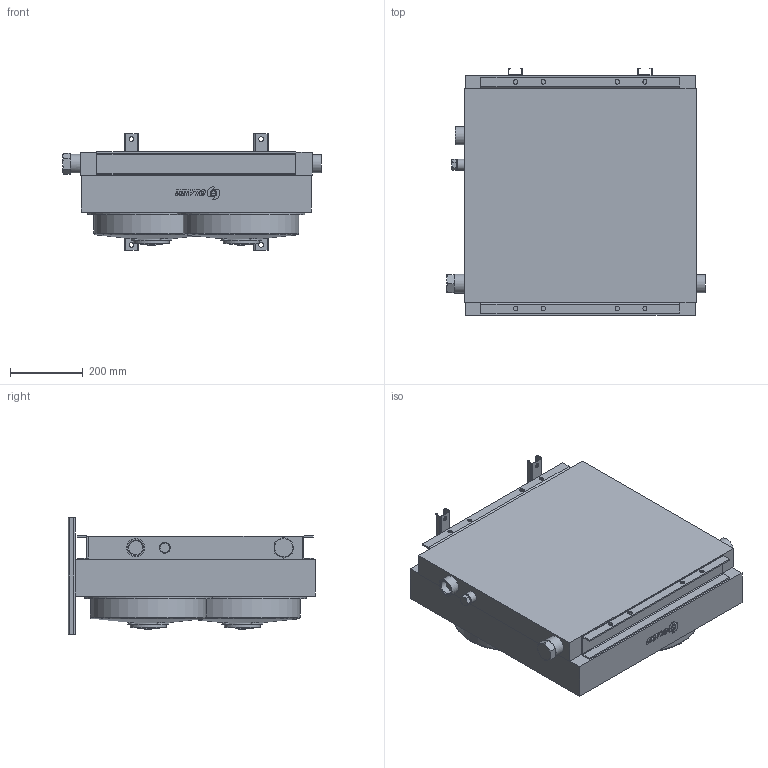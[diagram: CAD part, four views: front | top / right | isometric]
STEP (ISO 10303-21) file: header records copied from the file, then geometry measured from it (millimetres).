
FILE_DESCRIPTION( ( 'Unknown' ), '1' );
FILE_NAME( 'LDC-033-A.stp', 'Unknown', ( 'Unknown' ), ( 'Unknown' ), 'PSStep 14.0', 'Unknown', ' ' );
FILE_SCHEMA( ( 'AUTOMOTIVE_DESIGN { 1 0 10303 214 1 1 1 1 }' ) );
Length unit declared in the file: millimetre
Products named in the file (1): LDC-033-A
Bounding box: 708.5 x 680 x 320 mm (x, y, z)
Volume: 76486372.6 mm3; surface area: 2326148.9 mm2
Topology: 1 solids, 1 shells, 357 faces, 909 edges, 586 vertices
Faces by surface type: plane 213, cylinder 116, cone 20, extrusion 6, torus 2
Full cylindrical faces by diameter (mm): 13 x4, 14.521 x1, 16.564 x1, 20 x2, 28.5 x1, 30 x1, 38.952 x2, 39 x2, 50 x2, 52 x1, 99 x2, 317 x2, 350.091 x2
Entity records: 13808 total; most frequent: CARTESIAN_POINT 2372, DIRECTION 1778, ORIENTED_EDGE 1732, EDGE_CURVE 866, AXIS2_PLACEMENT_3D 658, VERTEX_POINT 578, VECTOR 462, LINE 456
